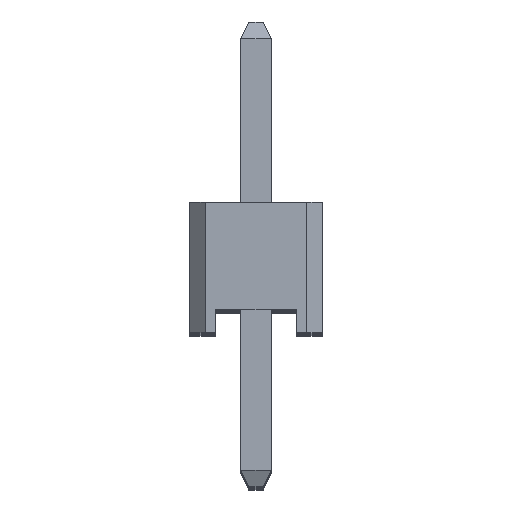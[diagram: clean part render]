
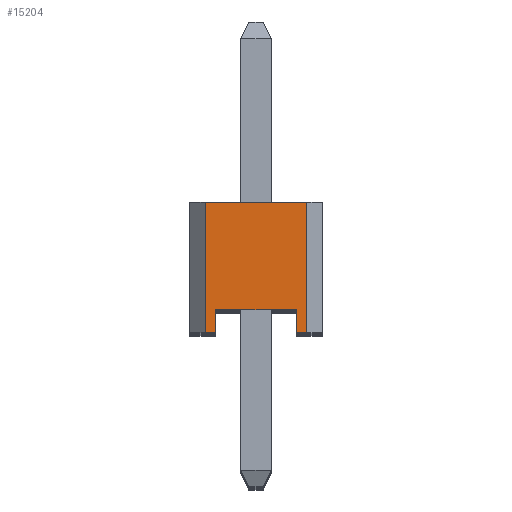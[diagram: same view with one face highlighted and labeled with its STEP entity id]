
A CAD part, top view. The second image highlights one B-rep face of the part: STEP entity #15204.
In plain terms, the highlighted planar face has unit normal (0, 0, 1).
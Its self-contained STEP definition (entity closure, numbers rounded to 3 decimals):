
#353 = EDGE_CURVE ( 'NONE', #11906, #1342, #6833, .T. ) ;
#1237 = ORIENTED_EDGE ( 'NONE', *, *, #10021, .T. ) ;
#1274 = VERTEX_POINT ( 'NONE', #4990 ) ;
#1301 = VERTEX_POINT ( 'NONE', #19005 ) ;
#1342 = VERTEX_POINT ( 'NONE', #2518 ) ;
#1436 = CARTESIAN_POINT ( 'NONE',  ( 0.3, 2.5, 33.02 ) ) ;
#2266 = VERTEX_POINT ( 'NONE', #8259 ) ;
#2518 = CARTESIAN_POINT ( 'NONE',  ( 0.5, 0., 33.02 ) ) ;
#2858 = DIRECTION ( 'NONE',  ( 0., -1., 0. ) ) ;
#2988 = DIRECTION ( 'NONE',  ( -1., 0., 0. ) ) ;
#3401 = VECTOR ( 'NONE', #2858, 1000. ) ;
#3496 = ORIENTED_EDGE ( 'NONE', *, *, #12504, .F. ) ;
#3791 = EDGE_CURVE ( 'NONE', #4880, #1342, #10319, .T. ) ;
#4087 = DIRECTION ( 'NONE',  ( 0., -1., 0. ) ) ;
#4427 = DIRECTION ( 'NONE',  ( 1., 0., 0. ) ) ;
#4880 = VERTEX_POINT ( 'NONE', #18811 ) ;
#4965 = ORIENTED_EDGE ( 'NONE', *, *, #14375, .F. ) ;
#4990 = CARTESIAN_POINT ( 'NONE',  ( 2.24, 2.5, 33.02 ) ) ;
#5577 = CARTESIAN_POINT ( 'NONE',  ( 0.5, 0.44, 33.02 ) ) ;
#5589 = ORIENTED_EDGE ( 'NONE', *, *, #13042, .F. ) ;
#5684 = DIRECTION ( 'NONE',  ( -1., 0., 0. ) ) ;
#5878 = CARTESIAN_POINT ( 'NONE',  ( 0.3, 0., 33.02 ) ) ;
#6555 = DIRECTION ( 'NONE',  ( 0., -1., 0. ) ) ;
#6566 = CARTESIAN_POINT ( 'NONE',  ( 2.24, 2.5, 33.02 ) ) ;
#6833 = LINE ( 'NONE', #11293, #10191 ) ;
#7349 = DIRECTION ( 'NONE',  ( 0., 0., -1. ) ) ;
#8094 = CARTESIAN_POINT ( 'NONE',  ( 0.3, 2.5, 33.02 ) ) ;
#8259 = CARTESIAN_POINT ( 'NONE',  ( 2.04, 0.44, 33.02 ) ) ;
#8275 = EDGE_LOOP ( 'NONE', ( #4965, #10715, #10037, #5589, #3496, #1237, #10596, #17688 ) ) ;
#8803 = EDGE_CURVE ( 'NONE', #1301, #9617, #12995, .T. ) ;
#8855 = CARTESIAN_POINT ( 'NONE',  ( 2.24, 0., 33.02 ) ) ;
#9441 = VECTOR ( 'NONE', #10417, 1000. ) ;
#9617 = VERTEX_POINT ( 'NONE', #8855 ) ;
#9962 = VECTOR ( 'NONE', #6555, 1000. ) ;
#10021 = EDGE_CURVE ( 'NONE', #14834, #4880, #14033, .T. ) ;
#10037 = ORIENTED_EDGE ( 'NONE', *, *, #8803, .T. ) ;
#10191 = VECTOR ( 'NONE', #4087, 1000. ) ;
#10319 = LINE ( 'NONE', #5878, #9441 ) ;
#10417 = DIRECTION ( 'NONE',  ( 1., 0., 0. ) ) ;
#10589 = FACE_OUTER_BOUND ( 'NONE', #8275, .T. ) ;
#10596 = ORIENTED_EDGE ( 'NONE', *, *, #3791, .T. ) ;
#10715 = ORIENTED_EDGE ( 'NONE', *, *, #19247, .T. ) ;
#11293 = CARTESIAN_POINT ( 'NONE',  ( 0.5, 0.44, 33.02 ) ) ;
#11388 = CARTESIAN_POINT ( 'NONE',  ( 0.3, 2.5, 33.02 ) ) ;
#11444 = LINE ( 'NONE', #8094, #17264 ) ;
#11906 = VERTEX_POINT ( 'NONE', #14288 ) ;
#12031 = LINE ( 'NONE', #19166, #3401 ) ;
#12428 = CARTESIAN_POINT ( 'NONE',  ( 0.3, 2.5, 33.02 ) ) ;
#12504 = EDGE_CURVE ( 'NONE', #14834, #1274, #11444, .T. ) ;
#12995 = LINE ( 'NONE', #18927, #19397 ) ;
#13042 = EDGE_CURVE ( 'NONE', #1274, #9617, #15624, .T. ) ;
#14033 = LINE ( 'NONE', #11388, #9962 ) ;
#14288 = CARTESIAN_POINT ( 'NONE',  ( 0.5, 0.44, 33.02 ) ) ;
#14375 = EDGE_CURVE ( 'NONE', #2266, #11906, #18996, .T. ) ;
#14396 = VECTOR ( 'NONE', #5684, 1000. ) ;
#14834 = VERTEX_POINT ( 'NONE', #12428 ) ;
#15204 = ADVANCED_FACE ( 'NONE', ( #10589 ), #16493, .F. ) ;
#15624 = LINE ( 'NONE', #6566, #16553 ) ;
#16324 = AXIS2_PLACEMENT_3D ( 'NONE', #1436, #7349, #2988 ) ;
#16493 = PLANE ( 'NONE',  #16324 ) ;
#16553 = VECTOR ( 'NONE', #18614, 1000. ) ;
#17264 = VECTOR ( 'NONE', #18662, 1000. ) ;
#17688 = ORIENTED_EDGE ( 'NONE', *, *, #353, .F. ) ;
#18614 = DIRECTION ( 'NONE',  ( 0., -1., 0. ) ) ;
#18662 = DIRECTION ( 'NONE',  ( 1., 0., 0. ) ) ;
#18811 = CARTESIAN_POINT ( 'NONE',  ( 0.3, 0., 33.02 ) ) ;
#18927 = CARTESIAN_POINT ( 'NONE',  ( 0.3, 0., 33.02 ) ) ;
#18996 = LINE ( 'NONE', #5577, #14396 ) ;
#19005 = CARTESIAN_POINT ( 'NONE',  ( 2.04, 0., 33.02 ) ) ;
#19166 = CARTESIAN_POINT ( 'NONE',  ( 2.04, 0.44, 33.02 ) ) ;
#19247 = EDGE_CURVE ( 'NONE', #2266, #1301, #12031, .T. ) ;
#19397 = VECTOR ( 'NONE', #4427, 1000. ) ;
